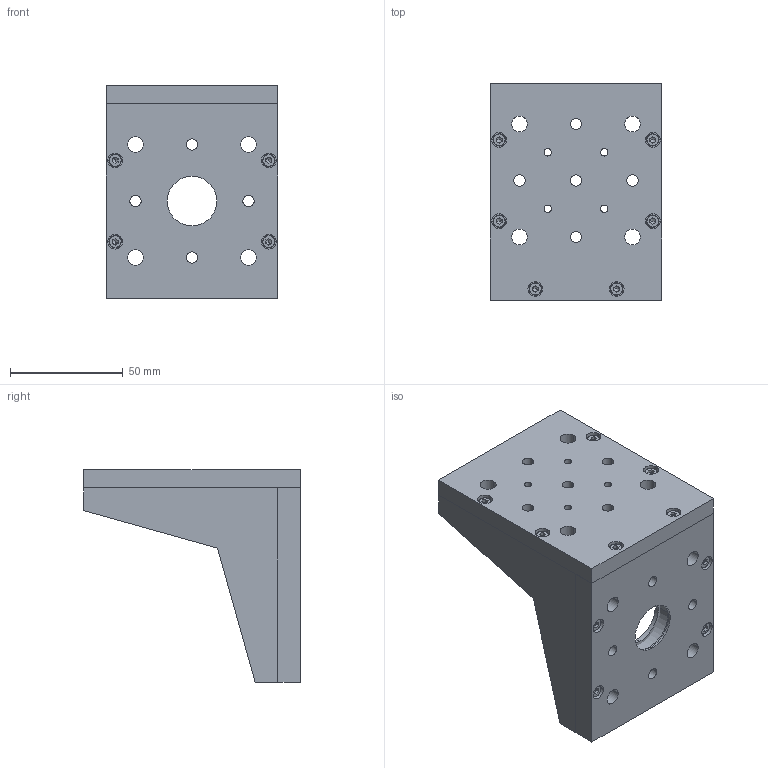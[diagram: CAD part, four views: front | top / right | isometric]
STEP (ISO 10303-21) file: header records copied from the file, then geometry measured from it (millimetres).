
FILE_DESCRIPTION (( 'STEP AP203' ), '1' );
FILE_NAME ('06ABK-2M.STEP', '2016-03-04T01:14:42', ( '' ), ( '' ), 'SwSTEP 2.0', 'SolidWorks 2016', '' );
FILE_SCHEMA (( 'CONFIG_CONTROL_DESIGN' ));
Length unit declared in the file: millimetre
Products named in the file (1): 06ABK-2M
Bounding box: 76 x 96 x 94 mm (x, y, z)
Volume: 156729.6 mm3; surface area: 56887.6 mm2
Topology: 16 solids, 16 shells, 1174 faces, 2966 edges, 1824 vertices
Faces by surface type: cone 540, cylinder 394, plane 200, torus 40
Entity records: 35529 total; most frequent: DIRECTION 6952, CARTESIAN_POINT 5925, ORIENTED_EDGE 5852, EDGE_CURVE 2926, AXIS2_PLACEMENT_3D 2851, VERTEX_POINT 1824, CIRCLE 1676, EDGE_LOOP 1282
